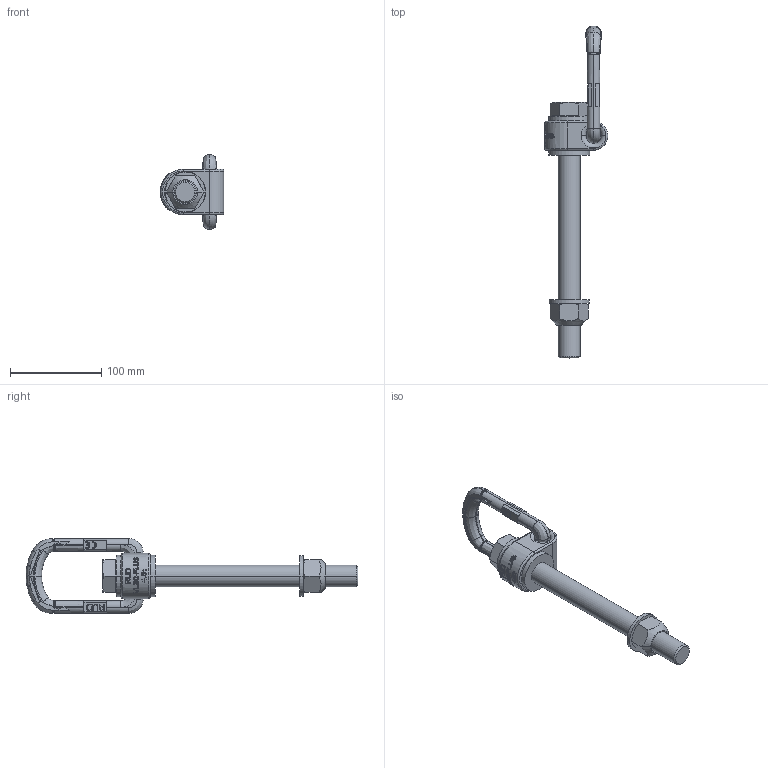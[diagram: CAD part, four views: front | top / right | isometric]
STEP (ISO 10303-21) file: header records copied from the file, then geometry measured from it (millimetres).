
FILE_DESCRIPTION((''),'2;1');
FILE_NAME('001-M35336-P-2_ASM','2019-02-06T',('anja.joas'),(''),'PRO/ENGINEER BY PARAMETRIC TECHNOLOGY CORPORATION, 2011490','PRO/ENGINEER BY PARAMETRIC TECHNOLOGY CORPORATION, 2011490','');
FILE_SCHEMA(('CONFIG_CONTROL_DESIGN'));
Length unit declared in the file: millimetre
Products named in the file (6): 001-M35336-P-2; 001-M35336-P-3; 001-M34906-P-2; 001-M31624-V06; 001-M31328-V06; 001-M35336-P-2_ASM
Assembly tree (5 placements, depth 2):
  001-M35336-P-2_ASM
    001-M35336-P-2
    001-M35336-P-3
    001-M34906-P-2
    001-M31624-V06
    001-M31328-V06
Bounding box: 69.5 x 363.85 x 82 mm (x, y, z)
Volume: 298298.1 mm3; surface area: 70063 mm2
Topology: 5 solids, 5 shells, 945 faces, 2564 edges, 1670 vertices
Faces by surface type: plane 720, bspline 100, cylinder 89, cone 20, torus 16
Entity records: 36189 total; most frequent: CARTESIAN_POINT 13752, ORIENTED_EDGE 5128, DIRECTION 3928, EDGE_CURVE 2564, VERTEX_POINT 1670, VECTOR 1416, LINE 1416, AXIS2_PLACEMENT_3D 1256
